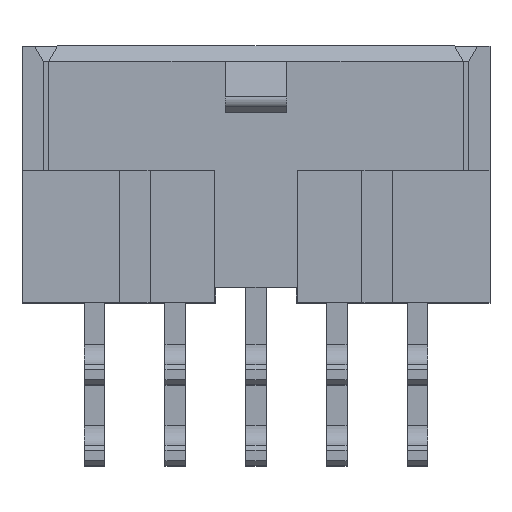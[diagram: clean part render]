
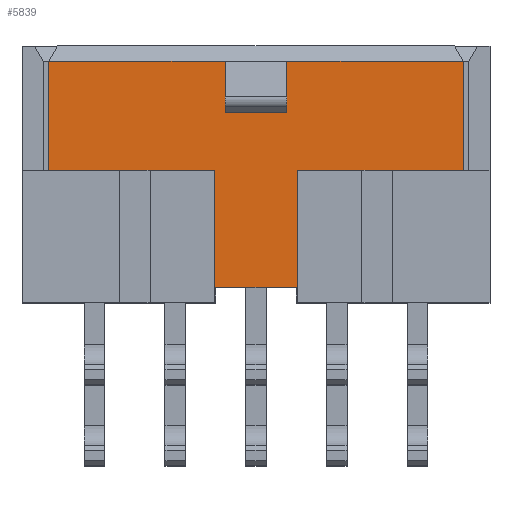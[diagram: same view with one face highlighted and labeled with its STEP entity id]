
A CAD part, top view. The second image highlights one B-rep face of the part: STEP entity #5839.
In plain terms, the highlighted face is planar.
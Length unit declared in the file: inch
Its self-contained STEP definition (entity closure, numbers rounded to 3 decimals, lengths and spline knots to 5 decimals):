
#1454=ORIENTED_EDGE('',*,*,#2511,.F.);
#1455=ORIENTED_EDGE('',*,*,#2512,.F.);
#1456=ORIENTED_EDGE('',*,*,#2457,.F.);
#1457=ORIENTED_EDGE('',*,*,#2460,.F.);
#1458=ORIENTED_EDGE('',*,*,#2365,.T.);
#1459=ORIENTED_EDGE('',*,*,#2513,.T.);
#1460=ORIENTED_EDGE('',*,*,#2414,.F.);
#1461=ORIENTED_EDGE('',*,*,#2514,.F.);
#1462=ORIENTED_EDGE('',*,*,#2369,.T.);
#1463=ORIENTED_EDGE('',*,*,#2464,.T.);
#1464=ORIENTED_EDGE('',*,*,#2459,.F.);
#1465=ORIENTED_EDGE('',*,*,#2515,.T.);
#2365=EDGE_CURVE('',#3015,#3014,#3707,.T.);
#2369=EDGE_CURVE('',#3019,#3018,#3711,.T.);
#2414=EDGE_CURVE('',#3062,#3063,#3756,.T.);
#2457=EDGE_CURVE('',#3099,#3100,#3799,.T.);
#2459=EDGE_CURVE('',#3101,#3098,#3801,.T.);
#2460=EDGE_CURVE('',#3015,#3099,#3802,.T.);
#2464=EDGE_CURVE('',#3018,#3098,#3806,.T.);
#2511=EDGE_CURVE('',#3126,#3127,#3853,.T.);
#2512=EDGE_CURVE('',#3100,#3126,#3854,.T.);
#2513=EDGE_CURVE('',#3014,#3063,#3855,.T.);
#2514=EDGE_CURVE('',#3019,#3062,#3856,.T.);
#2515=EDGE_CURVE('',#3101,#3127,#3857,.T.);
#3014=VERTEX_POINT('',#8921);
#3015=VERTEX_POINT('',#8923);
#3018=VERTEX_POINT('',#8929);
#3019=VERTEX_POINT('',#8931);
#3062=VERTEX_POINT('',#9019);
#3063=VERTEX_POINT('',#9021);
#3098=VERTEX_POINT('',#9102);
#3099=VERTEX_POINT('',#9104);
#3100=VERTEX_POINT('',#9106);
#3101=VERTEX_POINT('',#9108);
#3126=VERTEX_POINT('',#9210);
#3127=VERTEX_POINT('',#9211);
#3707=LINE('',#8922,#4503);
#3711=LINE('',#8930,#4507);
#3756=LINE('',#9020,#4552);
#3799=LINE('',#9105,#4595);
#3801=LINE('',#9109,#4597);
#3802=LINE('',#9111,#4598);
#3806=LINE('',#9116,#4602);
#3853=LINE('',#9209,#4649);
#3854=LINE('',#9212,#4650);
#3855=LINE('',#9213,#4651);
#3856=LINE('',#9214,#4652);
#3857=LINE('',#9215,#4653);
#4503=VECTOR('',#7278,39.37008);
#4507=VECTOR('',#7282,39.37008);
#4552=VECTOR('',#7329,39.37008);
#4595=VECTOR('',#7382,39.37008);
#4597=VECTOR('',#7384,39.37008);
#4598=VECTOR('',#7387,39.37008);
#4602=VECTOR('',#7393,39.37008);
#4649=VECTOR('',#7484,39.37008);
#4650=VECTOR('',#7485,39.37008);
#4651=VECTOR('',#7486,39.37008);
#4652=VECTOR('',#7487,39.37008);
#4653=VECTOR('',#7488,39.37008);
#4976=EDGE_LOOP('',(#1454,#1455,#1456,#1457,#1458,#1459,#1460,#1461,#1462,
#1463,#1464,#1465));
#5284=FACE_BOUND('',#4976,.T.);
#5552=PLANE('',#6194);
#5839=ADVANCED_FACE('',(#5284),#5552,.F.);
#6194=AXIS2_PLACEMENT_3D('',#9208,#7482,#7483);
#7278=DIRECTION('',(-1.,0.,0.));
#7282=DIRECTION('',(-1.,0.,0.));
#7329=DIRECTION('',(1.,0.,0.));
#7382=DIRECTION('',(-1.,0.,0.));
#7384=DIRECTION('',(-1.,0.,0.));
#7387=DIRECTION('',(0.,1.,0.));
#7393=DIRECTION('',(0.,1.,0.));
#7482=DIRECTION('',(0.,0.,1.));
#7483=DIRECTION('',(1.,0.,0.));
#7484=DIRECTION('',(-1.,0.,0.));
#7485=DIRECTION('',(0.,-1.,0.));
#7486=DIRECTION('',(0.,-1.,0.));
#7487=DIRECTION('',(0.,-1.,0.));
#7488=DIRECTION('',(0.,-1.,0.));
#8921=CARTESIAN_POINT('',(0.04,0.129,-0.07735));
#8922=CARTESIAN_POINT('',(0.20175,0.129,-0.07735));
#8923=CARTESIAN_POINT('',(0.20175,0.129,-0.07735));
#8929=CARTESIAN_POINT('',(-0.20175,0.129,-0.07735));
#8930=CARTESIAN_POINT('',(0.20175,0.129,-0.07735));
#8931=CARTESIAN_POINT('',(-0.04,0.129,-0.07735));
#9019=CARTESIAN_POINT('',(-0.04,0.015,-0.07735));
#9020=CARTESIAN_POINT('',(0.22765,0.015,-0.07735));
#9021=CARTESIAN_POINT('',(0.04,0.015,-0.07735));
#9102=CARTESIAN_POINT('',(-0.20175,0.235,-0.07735));
#9104=CARTESIAN_POINT('',(0.20175,0.235,-0.07735));
#9105=CARTESIAN_POINT('',(0.20175,0.235,-0.07735));
#9106=CARTESIAN_POINT('',(0.03,0.235,-0.07735));
#9108=CARTESIAN_POINT('',(-0.03,0.235,-0.07735));
#9109=CARTESIAN_POINT('',(0.20175,0.235,-0.07735));
#9111=CARTESIAN_POINT('',(0.20175,0.129,-0.07735));
#9116=CARTESIAN_POINT('',(-0.20175,0.129,-0.07735));
#9208=CARTESIAN_POINT('',(0.20175,0.129,-0.07735));
#9209=CARTESIAN_POINT('',(0.03,0.185,-0.07735));
#9210=CARTESIAN_POINT('',(0.03,0.185,-0.07735));
#9211=CARTESIAN_POINT('',(-0.03,0.185,-0.07735));
#9212=CARTESIAN_POINT('',(0.03,0.235,-0.07735));
#9213=CARTESIAN_POINT('',(0.04,0.129,-0.07735));
#9214=CARTESIAN_POINT('',(-0.04,0.129,-0.07735));
#9215=CARTESIAN_POINT('',(-0.03,0.235,-0.07735));
